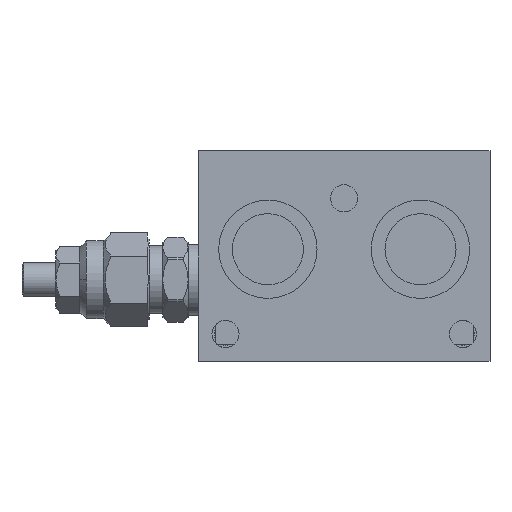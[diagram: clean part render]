
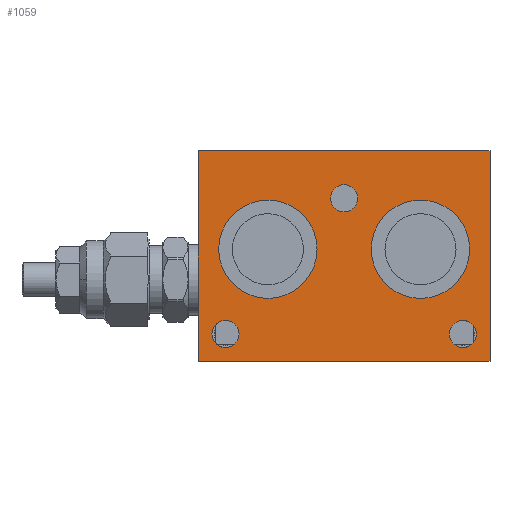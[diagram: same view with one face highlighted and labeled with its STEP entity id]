
A CAD part, front view. The second image highlights one B-rep face of the part: STEP entity #1059.
In plain terms, the highlighted planar face has unit normal (0, -1, 0).
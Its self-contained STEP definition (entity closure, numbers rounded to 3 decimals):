
#1059=ADVANCED_FACE('',(#2570,#2571,#2572,#2573,#2574,#2575),#2576,.F.);
#2570=FACE_BOUND('',#4633,.T.);
#2571=FACE_BOUND('',#4634,.T.);
#2572=FACE_BOUND('',#4635,.T.);
#2573=FACE_BOUND('',#4636,.T.);
#2574=FACE_BOUND('',#4637,.T.);
#2575=FACE_OUTER_BOUND('',#4638,.T.);
#2576=PLANE('',#4639);
#4633=EDGE_LOOP('',(#7710,#7711));
#4634=EDGE_LOOP('',(#7712,#7713));
#4635=EDGE_LOOP('',(#7714,#7715));
#4636=EDGE_LOOP('',(#7716,#7717));
#4637=EDGE_LOOP('',(#7718,#7719));
#4638=EDGE_LOOP('',(#7720,#7721,#7722,#7723));
#4639=AXIS2_PLACEMENT_3D('',#7724,#7725,#7726);
#7710=ORIENTED_EDGE('',*,*,#12075,.T.);
#7711=ORIENTED_EDGE('',*,*,#12282,.T.);
#7712=ORIENTED_EDGE('',*,*,#12283,.T.);
#7713=ORIENTED_EDGE('',*,*,#12284,.T.);
#7714=ORIENTED_EDGE('',*,*,#11946,.T.);
#7715=ORIENTED_EDGE('',*,*,#11492,.T.);
#7716=ORIENTED_EDGE('',*,*,#12285,.T.);
#7717=ORIENTED_EDGE('',*,*,#12286,.T.);
#7718=ORIENTED_EDGE('',*,*,#12287,.T.);
#7719=ORIENTED_EDGE('',*,*,#12288,.T.);
#7720=ORIENTED_EDGE('',*,*,#12289,.T.);
#7721=ORIENTED_EDGE('',*,*,#12290,.F.);
#7722=ORIENTED_EDGE('',*,*,#11929,.F.);
#7723=ORIENTED_EDGE('',*,*,#12291,.F.);
#7724=CARTESIAN_POINT('',(322.0,0.0,76.0));
#7725=DIRECTION('',(0.0,1.0,0.0));
#7726=DIRECTION('',(0.0,0.0,1.0));
#11492=EDGE_CURVE('',#13607,#13604,#13608,.T.);
#11929=EDGE_CURVE('',#14346,#14347,#14348,.T.);
#11946=EDGE_CURVE('',#13604,#13607,#14371,.T.);
#12075=EDGE_CURVE('',#14575,#14577,#14579,.T.);
#12282=EDGE_CURVE('',#14577,#14575,#14892,.T.);
#12283=EDGE_CURVE('',#14893,#14894,#14895,.T.);
#12284=EDGE_CURVE('',#14894,#14893,#14896,.T.);
#12285=EDGE_CURVE('',#14897,#14898,#14899,.T.);
#12286=EDGE_CURVE('',#14898,#14897,#14900,.T.);
#12287=EDGE_CURVE('',#14901,#14902,#14903,.T.);
#12288=EDGE_CURVE('',#14902,#14901,#14904,.T.);
#12289=EDGE_CURVE('',#14905,#14906,#14907,.T.);
#12290=EDGE_CURVE('',#14347,#14906,#14908,.T.);
#12291=EDGE_CURVE('',#14905,#14346,#14909,.T.);
#13604=VERTEX_POINT('',#16658);
#13607=VERTEX_POINT('',#16662);
#13608=CIRCLE('',#16663,4.0);
#14346=VERTEX_POINT('',#17685);
#14347=VERTEX_POINT('',#17686);
#14348=LINE('',#17687,#17688);
#14371=CIRCLE('',#17717,4.0);
#14575=VERTEX_POINT('',#18008);
#14577=VERTEX_POINT('',#18011);
#14579=CIRCLE('',#18014,14.5);
#14892=CIRCLE('',#18510,14.5);
#14893=VERTEX_POINT('',#18511);
#14894=VERTEX_POINT('',#18512);
#14895=CIRCLE('',#18513,14.5);
#14896=CIRCLE('',#18514,14.5);
#14897=VERTEX_POINT('',#18515);
#14898=VERTEX_POINT('',#18516);
#14899=CIRCLE('',#18517,4.0);
#14900=CIRCLE('',#18518,4.0);
#14901=VERTEX_POINT('',#18519);
#14902=VERTEX_POINT('',#18520);
#14903=CIRCLE('',#18521,4.0);
#14904=CIRCLE('',#18522,4.0);
#14905=VERTEX_POINT('',#18523);
#14906=VERTEX_POINT('',#18524);
#14907=LINE('',#18525,#18526);
#14908=LINE('',#18527,#18528);
#14909=LINE('',#18529,#18530);
#16658=CARTESIAN_POINT('',(361.0,0.0,53.0));
#16662=CARTESIAN_POINT('',(353.0,0.0,53.0));
#16663=AXIS2_PLACEMENT_3D('',#20724,#20725,#20726);
#17685=CARTESIAN_POINT('',(365.0,0.0,107.0));
#17686=CARTESIAN_POINT('',(365.0,0.0,45.0));
#17687=CARTESIAN_POINT('',(365.0,0.0,76.0));
#17688=VECTOR('',#21446,1.0);
#17717=AXIS2_PLACEMENT_3D('',#21471,#21472,#21473);
#18008=CARTESIAN_POINT('',(359.0,0.,78.0));
#18011=CARTESIAN_POINT('',(330.0,0.,78.0));
#18014=AXIS2_PLACEMENT_3D('',#21662,#21663,#21664);
#18510=AXIS2_PLACEMENT_3D('',#21971,#21972,#21973);
#18511=CARTESIAN_POINT('',(314.0,0.0,78.0));
#18512=CARTESIAN_POINT('',(285.0,0.0,78.0));
#18513=AXIS2_PLACEMENT_3D('',#21974,#21975,#21976);
#18514=AXIS2_PLACEMENT_3D('',#21977,#21978,#21979);
#18515=CARTESIAN_POINT('',(291.0,0.,53.0));
#18516=CARTESIAN_POINT('',(283.0,0.,53.0));
#18517=AXIS2_PLACEMENT_3D('',#21980,#21981,#21982);
#18518=AXIS2_PLACEMENT_3D('',#21983,#21984,#21985);
#18519=CARTESIAN_POINT('',(326.0,0.,93.0));
#18520=CARTESIAN_POINT('',(318.0,0.0,93.0));
#18521=AXIS2_PLACEMENT_3D('',#21986,#21987,#21988);
#18522=AXIS2_PLACEMENT_3D('',#21989,#21990,#21991);
#18523=CARTESIAN_POINT('',(279.0,0.0,107.0));
#18524=CARTESIAN_POINT('',(279.0,0.0,45.0));
#18525=CARTESIAN_POINT('',(279.0,0.0,76.0));
#18526=VECTOR('',#21992,1.0);
#18527=CARTESIAN_POINT('',(322.0,0.0,45.0));
#18528=VECTOR('',#21993,1.0);
#18529=CARTESIAN_POINT('',(322.0,0.0,107.0));
#18530=VECTOR('',#21994,1.0);
#20724=CARTESIAN_POINT('',(357.0,0.0,53.0));
#20725=DIRECTION('',(0.0,1.0,0.0));
#20726=DIRECTION('',(1.0,0.0,0.0));
#21446=DIRECTION('',(0.0,0.0,-1.0));
#21471=CARTESIAN_POINT('',(357.0,0.0,53.0));
#21472=DIRECTION('',(0.0,1.0,0.0));
#21473=DIRECTION('',(1.0,0.0,0.0));
#21662=CARTESIAN_POINT('',(344.5,0.0,78.0));
#21663=DIRECTION('',(0.,1.0,0.0));
#21664=DIRECTION('',(1.0,0.,0.0));
#21971=CARTESIAN_POINT('',(344.5,0.0,78.0));
#21972=DIRECTION('',(0.,1.0,0.0));
#21973=DIRECTION('',(1.0,0.,0.0));
#21974=CARTESIAN_POINT('',(299.5,0.0,78.0));
#21975=DIRECTION('',(0.0,1.0,0.0));
#21976=DIRECTION('',(1.0,0.0,0.0));
#21977=CARTESIAN_POINT('',(299.5,0.0,78.0));
#21978=DIRECTION('',(0.0,1.0,0.0));
#21979=DIRECTION('',(1.0,0.0,0.0));
#21980=CARTESIAN_POINT('',(287.0,0.0,53.0));
#21981=DIRECTION('',(0.,1.0,0.0));
#21982=DIRECTION('',(1.0,0.,0.0));
#21983=CARTESIAN_POINT('',(287.0,0.0,53.0));
#21984=DIRECTION('',(0.,1.0,0.0));
#21985=DIRECTION('',(1.0,0.,0.0));
#21986=CARTESIAN_POINT('',(322.0,0.0,93.0));
#21987=DIRECTION('',(0.0,1.0,0.0));
#21988=DIRECTION('',(1.0,0.0,0.0));
#21989=CARTESIAN_POINT('',(322.0,0.0,93.0));
#21990=DIRECTION('',(0.0,1.0,0.0));
#21991=DIRECTION('',(1.0,0.0,0.0));
#21992=DIRECTION('',(0.0,0.0,-1.0));
#21993=DIRECTION('',(-1.0,0.0,0.0));
#21994=DIRECTION('',(1.0,0.0,0.0));
